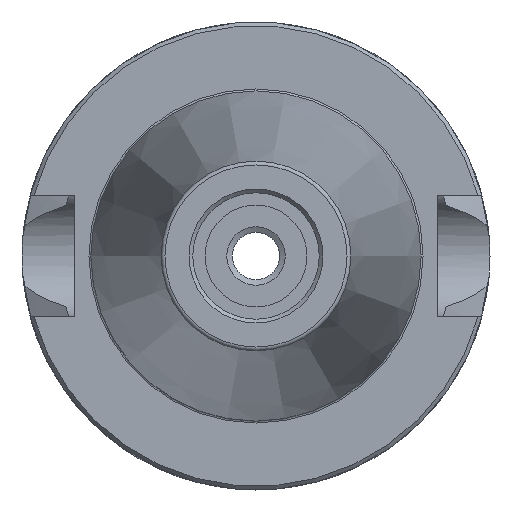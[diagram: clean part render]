
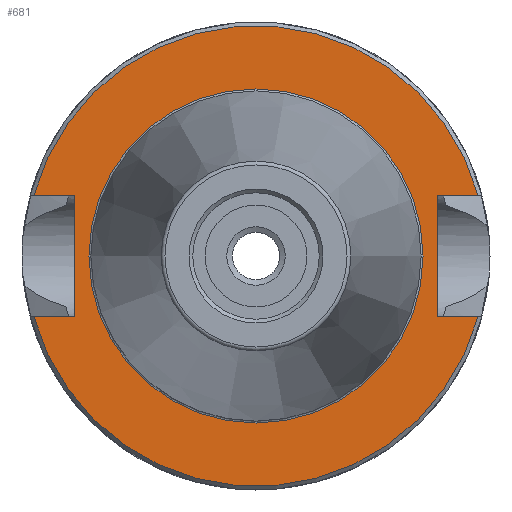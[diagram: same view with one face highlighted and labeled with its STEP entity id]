
A CAD part, left-side view. The second image highlights one B-rep face of the part: STEP entity #681.
In plain terms, the highlighted planar face has unit normal (-1, 0, 0).
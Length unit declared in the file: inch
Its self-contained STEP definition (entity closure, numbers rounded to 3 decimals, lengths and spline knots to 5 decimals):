
#40=FACE_BOUND('',#145,.T.);
#52=PLANE('',#771);
#98=FACE_OUTER_BOUND('',#144,.T.);
#144=EDGE_LOOP('',(#580,#581,#582,#583,#584,#585,#586,#587));
#145=EDGE_LOOP('',(#588));
#168=LINE('',#1061,#206);
#174=LINE('',#1074,#212);
#176=LINE('',#1086,#214);
#178=LINE('',#1148,#216);
#184=LINE('',#1161,#222);
#187=LINE('',#1175,#225);
#206=VECTOR('',#853,39.37008);
#212=VECTOR('',#861,39.37008);
#214=VECTOR('',#865,39.37008);
#216=VECTOR('',#873,39.37008);
#222=VECTOR('',#881,39.37008);
#225=VECTOR('',#886,39.37008);
#250=CIRCLE('',#744,0.885);
#263=CIRCLE('',#766,1.22);
#266=CIRCLE('',#770,1.22);
#292=VERTEX_POINT('',#1055);
#293=VERTEX_POINT('',#1060);
#298=VERTEX_POINT('',#1071);
#299=VERTEX_POINT('',#1073);
#310=VERTEX_POINT('',#1142);
#311=VERTEX_POINT('',#1147);
#316=VERTEX_POINT('',#1158);
#317=VERTEX_POINT('',#1160);
#327=VERTEX_POINT('',#1227);
#364=EDGE_CURVE('',#292,#293,#168,.T.);
#370=EDGE_CURVE('',#298,#299,#174,.T.);
#374=EDGE_CURVE('',#293,#298,#176,.T.);
#385=EDGE_CURVE('',#311,#310,#178,.T.);
#391=EDGE_CURVE('',#317,#316,#184,.T.);
#396=EDGE_CURVE('',#311,#316,#187,.T.);
#406=EDGE_CURVE('',#327,#327,#250,.T.);
#424=EDGE_CURVE('',#292,#317,#263,.T.);
#427=EDGE_CURVE('',#310,#299,#266,.T.);
#580=ORIENTED_EDGE('',*,*,#370,.F.);
#581=ORIENTED_EDGE('',*,*,#374,.F.);
#582=ORIENTED_EDGE('',*,*,#364,.F.);
#583=ORIENTED_EDGE('',*,*,#424,.T.);
#584=ORIENTED_EDGE('',*,*,#391,.T.);
#585=ORIENTED_EDGE('',*,*,#396,.F.);
#586=ORIENTED_EDGE('',*,*,#385,.T.);
#587=ORIENTED_EDGE('',*,*,#427,.T.);
#588=ORIENTED_EDGE('',*,*,#406,.T.);
#681=ADVANCED_FACE('',(#98,#40),#52,.F.);
#744=AXIS2_PLACEMENT_3D('',#1228,#900,#901);
#766=AXIS2_PLACEMENT_3D('',#1265,#949,#950);
#770=AXIS2_PLACEMENT_3D('',#1269,#957,#958);
#771=AXIS2_PLACEMENT_3D('',#1270,#959,#960);
#853=DIRECTION('',(0.,-1.,0.));
#861=DIRECTION('',(0.,1.,0.));
#865=DIRECTION('',(0.,0.,1.));
#873=DIRECTION('',(0.,-1.,0.));
#881=DIRECTION('',(0.,1.,0.));
#886=DIRECTION('',(0.,0.,-1.));
#900=DIRECTION('center_axis',(1.,0.,0.));
#901=DIRECTION('ref_axis',(0.,1.,0.));
#949=DIRECTION('center_axis',(-1.,0.,0.));
#950=DIRECTION('ref_axis',(0.,1.,0.));
#957=DIRECTION('center_axis',(-1.,0.,0.));
#958=DIRECTION('ref_axis',(0.,1.,0.));
#959=DIRECTION('center_axis',(1.,0.,0.));
#960=DIRECTION('ref_axis',(0.,1.,0.));
#1055=CARTESIAN_POINT('',(0.04,1.1766,-0.3225));
#1060=CARTESIAN_POINT('',(0.04,0.96,-0.3225));
#1061=CARTESIAN_POINT('',(0.04,0.875,-0.3225));
#1071=CARTESIAN_POINT('',(0.04,0.96,0.3225));
#1073=CARTESIAN_POINT('',(0.04,1.1766,0.3225));
#1074=CARTESIAN_POINT('',(0.04,0.875,0.3225));
#1086=CARTESIAN_POINT('',(0.04,0.96,0.));
#1142=CARTESIAN_POINT('',(0.04,-1.1766,0.3225));
#1147=CARTESIAN_POINT('',(0.04,-0.96,0.3225));
#1148=CARTESIAN_POINT('',(0.04,0.875,0.3225));
#1158=CARTESIAN_POINT('',(0.04,-0.96,-0.3225));
#1160=CARTESIAN_POINT('',(0.04,-1.1766,-0.3225));
#1161=CARTESIAN_POINT('',(0.04,0.875,-0.3225));
#1175=CARTESIAN_POINT('',(0.04,-0.96,0.));
#1227=CARTESIAN_POINT('',(0.04,-0.885,0.));
#1228=CARTESIAN_POINT('Origin',(0.04,0.,0.));
#1265=CARTESIAN_POINT('Origin',(0.04,0.,0.));
#1269=CARTESIAN_POINT('Origin',(0.04,0.,0.));
#1270=CARTESIAN_POINT('Origin',(0.04,0.875,0.));
